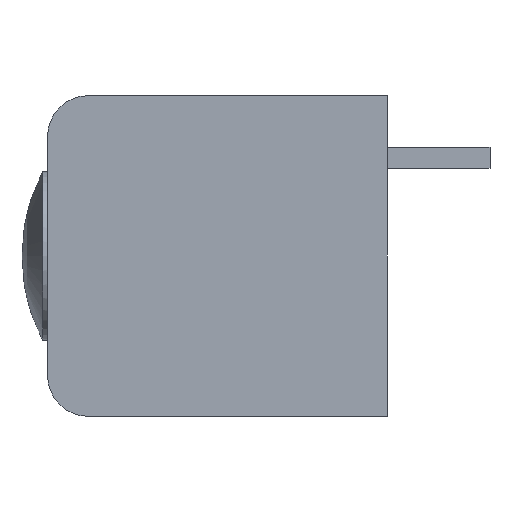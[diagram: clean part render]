
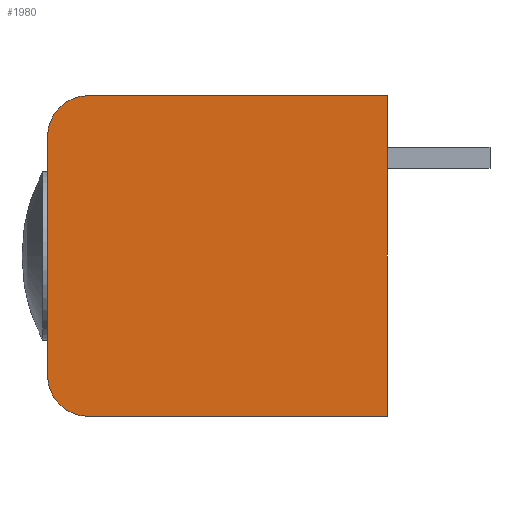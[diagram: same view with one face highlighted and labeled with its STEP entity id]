
A CAD part, left-side view. The second image highlights one B-rep face of the part: STEP entity #1980.
In plain terms, the highlighted planar face has unit normal (-1, 0, 0).
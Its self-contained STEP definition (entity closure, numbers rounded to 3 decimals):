
#174=DIRECTION('',(0.,1.,0.));
#175=VECTOR('',#174,11.862);
#176=CARTESIAN_POINT('',(-9.081,0.,0.));
#177=LINE('',#176,#175);
#178=DIRECTION('',(0.,0.,1.));
#179=VECTOR('',#178,12.7);
#180=CARTESIAN_POINT('',(-9.081,0.,-12.7));
#181=LINE('',#180,#179);
#182=DIRECTION('',(0.,-1.,0.));
#183=VECTOR('',#182,11.862);
#184=CARTESIAN_POINT('',(-9.081,11.862,-12.7));
#185=LINE('',#184,#183);
#186=CARTESIAN_POINT('',(-9.081,11.862,-11.1));
#187=DIRECTION('',(-1.,0.,0.));
#188=DIRECTION('',(0.,1.,0.));
#189=AXIS2_PLACEMENT_3D('',#186,#187,#188);
#191=DIRECTION('',(0.,0.,-1.));
#192=VECTOR('',#191,9.5);
#193=CARTESIAN_POINT('',(-9.081,13.462,-1.6));
#194=LINE('',#193,#192);
#195=CARTESIAN_POINT('',(-9.081,11.862,-1.6));
#196=DIRECTION('',(-1.,0.,0.));
#197=DIRECTION('',(0.,0.,1.));
#198=AXIS2_PLACEMENT_3D('',#195,#196,#197);
#1444=CARTESIAN_POINT('',(-9.081,0.,0.));
#1445=CARTESIAN_POINT('',(-9.081,11.862,0.));
#1446=VERTEX_POINT('',#1444);
#1447=VERTEX_POINT('',#1445);
#1448=CARTESIAN_POINT('',(-9.081,13.462,-1.6));
#1449=CARTESIAN_POINT('',(-9.081,13.462,-11.1));
#1450=VERTEX_POINT('',#1448);
#1451=VERTEX_POINT('',#1449);
#1452=CARTESIAN_POINT('',(-9.081,11.862,-12.7));
#1453=CARTESIAN_POINT('',(-9.081,0.,-12.7));
#1454=VERTEX_POINT('',#1452);
#1455=VERTEX_POINT('',#1453);
#1963=CARTESIAN_POINT('',(-9.081,0.,0.));
#1964=DIRECTION('',(-1.,0.,0.));
#1965=DIRECTION('',(0.,0.,1.));
#1966=AXIS2_PLACEMENT_3D('',#1963,#1964,#1965);
#1967=PLANE('',#1966);
#1968=ORIENTED_EDGE('',*,*,#1877,.F.);
#1970=ORIENTED_EDGE('',*,*,#1969,.F.);
#1972=ORIENTED_EDGE('',*,*,#1971,.F.);
#1974=ORIENTED_EDGE('',*,*,#1973,.F.);
#1976=ORIENTED_EDGE('',*,*,#1975,.F.);
#1977=ORIENTED_EDGE('',*,*,#1925,.F.);
#1978=EDGE_LOOP('',(#1968,#1970,#1972,#1974,#1976,#1977));
#1979=FACE_OUTER_BOUND('',#1978,.F.);
#1980=ADVANCED_FACE('',(#1979),#1967,.T.);
#190=CIRCLE('',#189,1.6);
#199=CIRCLE('',#198,1.6);
#1877=EDGE_CURVE('',#1446,#1447,#177,.T.);
#1925=EDGE_CURVE('',#1447,#1450,#199,.T.);
#1969=EDGE_CURVE('',#1455,#1446,#181,.T.);
#1971=EDGE_CURVE('',#1454,#1455,#185,.T.);
#1973=EDGE_CURVE('',#1451,#1454,#190,.T.);
#1975=EDGE_CURVE('',#1450,#1451,#194,.T.);
